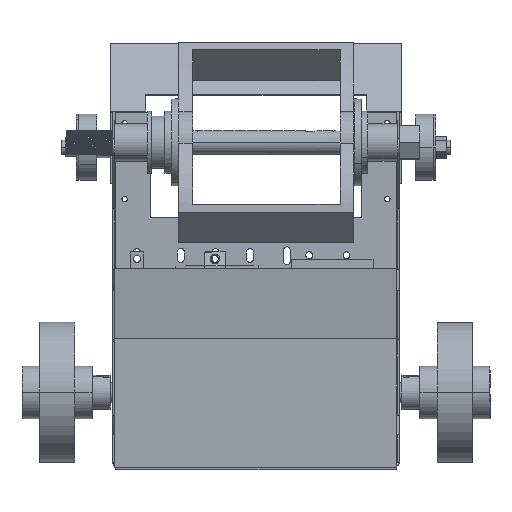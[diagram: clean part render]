
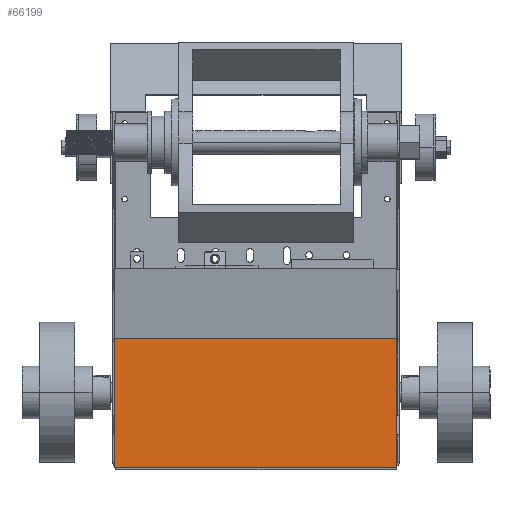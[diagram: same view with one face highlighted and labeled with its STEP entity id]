
A CAD part, top view. The second image highlights one B-rep face of the part: STEP entity #66199.
In plain terms, the highlighted free-form (B-spline) face has degree [1, 1] with [2, 2] control points.
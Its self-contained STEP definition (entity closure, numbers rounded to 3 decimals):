
#66170 = VERTEX_POINT('',#66171);
#66171 = CARTESIAN_POINT('',(104.16,-131.661,
    71.753));
#66176 = EDGE_CURVE('',#66177,#66170,#66179,.T.);
#66177 = VERTEX_POINT('',#66178);
#66178 = CARTESIAN_POINT('',(-88.461,-131.661,
    71.753));
#66179 = B_SPLINE_CURVE_WITH_KNOTS('',1,(#66180,#66181),.UNSPECIFIED.,
  .F.,.F.,(2,2),(-0.,204.45),.PIECEWISE_BEZIER_KNOTS.);
#66180 = CARTESIAN_POINT('',(-88.461,-131.661,
    71.753));
#66181 = CARTESIAN_POINT('',(104.16,-131.661,
    71.753));
#66199 = ADVANCED_FACE('',(#66200),#66222,.F.);
#66200 = FACE_BOUND('',#66201,.T.);
#66201 = EDGE_LOOP('',(#66202,#66209,#66216,#66221));
#66202 = ORIENTED_EDGE('',*,*,#66203,.T.);
#66203 = EDGE_CURVE('',#66170,#66204,#66206,.T.);
#66204 = VERTEX_POINT('',#66205);
#66205 = CARTESIAN_POINT('',(104.16,-43.618,
    71.753));
#66206 = B_SPLINE_CURVE_WITH_KNOTS('',1,(#66207,#66208),.UNSPECIFIED.,
  .F.,.F.,(2,2),(0.,93.45),.PIECEWISE_BEZIER_KNOTS.);
#66207 = CARTESIAN_POINT('',(104.16,-131.661,
    71.753));
#66208 = CARTESIAN_POINT('',(104.16,-43.618,
    71.753));
#66209 = ORIENTED_EDGE('',*,*,#66210,.F.);
#66210 = EDGE_CURVE('',#66211,#66204,#66213,.T.);
#66211 = VERTEX_POINT('',#66212);
#66212 = CARTESIAN_POINT('',(-88.461,-43.618,
    71.753));
#66213 = B_SPLINE_CURVE_WITH_KNOTS('',1,(#66214,#66215),.UNSPECIFIED.,
  .F.,.F.,(2,2),(-0.,204.45),.PIECEWISE_BEZIER_KNOTS.);
#66214 = CARTESIAN_POINT('',(-88.461,-43.618,
    71.753));
#66215 = CARTESIAN_POINT('',(104.16,-43.618,
    71.753));
#66216 = ORIENTED_EDGE('',*,*,#66217,.F.);
#66217 = EDGE_CURVE('',#66177,#66211,#66218,.T.);
#66218 = B_SPLINE_CURVE_WITH_KNOTS('',1,(#66219,#66220),.UNSPECIFIED.,
  .F.,.F.,(2,2),(0.,93.45),.PIECEWISE_BEZIER_KNOTS.);
#66219 = CARTESIAN_POINT('',(-88.461,-131.661,
    71.753));
#66220 = CARTESIAN_POINT('',(-88.461,-43.618,
    71.753));
#66221 = ORIENTED_EDGE('',*,*,#66176,.T.);
#66222 = B_SPLINE_SURFACE_WITH_KNOTS('',1,1,(
    (#66223,#66224)
    ,(#66225,#66226
  )),.UNSPECIFIED.,.F.,.F.,.F.,(2,2),(2,2),(-0.,204.45),(-93.45,0.),
  .PIECEWISE_BEZIER_KNOTS.);
#66223 = CARTESIAN_POINT('',(-88.461,-43.618,
    71.753));
#66224 = CARTESIAN_POINT('',(-88.461,-131.661,
    71.753));
#66225 = CARTESIAN_POINT('',(104.16,-43.618,
    71.753));
#66226 = CARTESIAN_POINT('',(104.16,-131.661,
    71.753));
